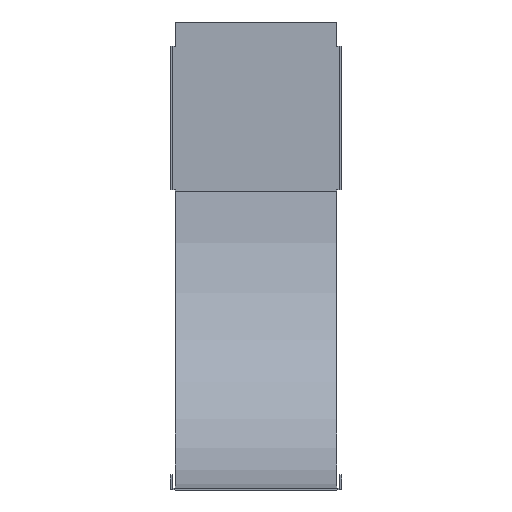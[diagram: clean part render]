
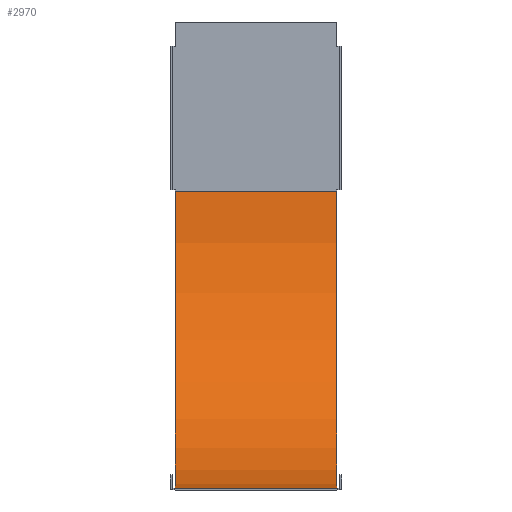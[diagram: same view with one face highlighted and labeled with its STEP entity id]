
A CAD part, front view. The second image highlights one B-rep face of the part: STEP entity #2970.
In plain terms, the highlighted cylindrical face has radius 183.75 mm (diameter 367.5 mm), a partial arc.
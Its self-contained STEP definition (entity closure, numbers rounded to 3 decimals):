
#840=CARTESIAN_POINT('',(100.,273.9,183.6));
#850=VERTEX_POINT('',#840);
#880=CARTESIAN_POINT('',(0.,273.9,183.6));
#890=DIRECTION('',(-1.,0.,0.));
#900=VECTOR('',#890,1.);
#910=LINE('',#880,#900);
#920=CARTESIAN_POINT('',(0.,273.9,183.6));
#930=VERTEX_POINT('',#920);
#940=EDGE_CURVE('',#850,#930,#910,.T.);
#1900=CARTESIAN_POINT('',(100.,90.357,-0.15));
#1910=VERTEX_POINT('',#1900);
#2610=CARTESIAN_POINT('',(0.,90.357,-0.15));
#2620=VERTEX_POINT('',#2610);
#2650=CARTESIAN_POINT('',(0.,90.357,-0.15));
#2660=DIRECTION('',(1.,0.,0.));
#2670=VECTOR('',#2660,1.);
#2680=LINE('',#2650,#2670);
#2690=EDGE_CURVE('',#2620,#1910,#2680,.T.);
#2740=CARTESIAN_POINT('',(0.,90.15,183.6));
#2750=DIRECTION('',(-1.,0.,0.));
#2760=DIRECTION('',(0.,1.,0.));
#2770=AXIS2_PLACEMENT_3D('',#2740,#2750,#2760);
#2780=CYLINDRICAL_SURFACE('',#2770,183.75);
#2790=CARTESIAN_POINT('',(100.,90.15,183.6));
#2800=DIRECTION('',(1.,0.,0.));
#2810=DIRECTION('',(0.,0.001,-1.));
#2820=AXIS2_PLACEMENT_3D('',#2790,#2800,#2810);
#2830=CIRCLE('',#2820,183.75);
#2840=EDGE_CURVE('',#1910,#850,#2830,.T.);
#2850=ORIENTED_EDGE('',*,*,#2840,.T.);
#2860=ORIENTED_EDGE('',*,*,#2690,.T.);
#2870=CARTESIAN_POINT('',(0.,90.15,183.6));
#2880=DIRECTION('',(1.,0.,0.));
#2890=DIRECTION('',(0.,0.001,-1.));
#2900=AXIS2_PLACEMENT_3D('',#2870,#2880,#2890);
#2910=CIRCLE('',#2900,183.75);
#2920=EDGE_CURVE('',#2620,#930,#2910,.T.);
#2930=ORIENTED_EDGE('',*,*,#2920,.F.);
#2940=ORIENTED_EDGE('',*,*,#940,.T.);
#2950=EDGE_LOOP('',(#2940,#2930,#2860,#2850));
#2960=FACE_OUTER_BOUND('',#2950,.T.);
#2970=ADVANCED_FACE('',(#2960),#2780,.F.);
